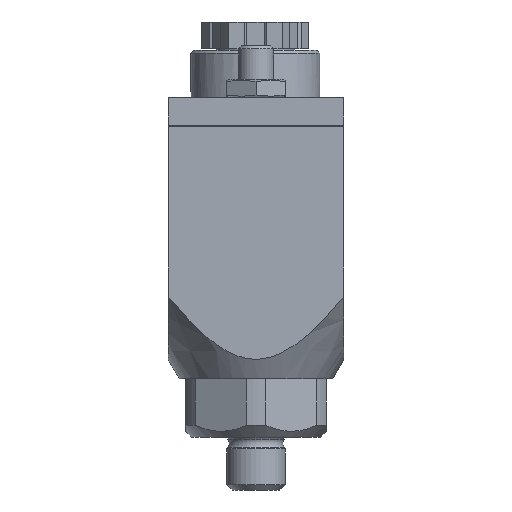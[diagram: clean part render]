
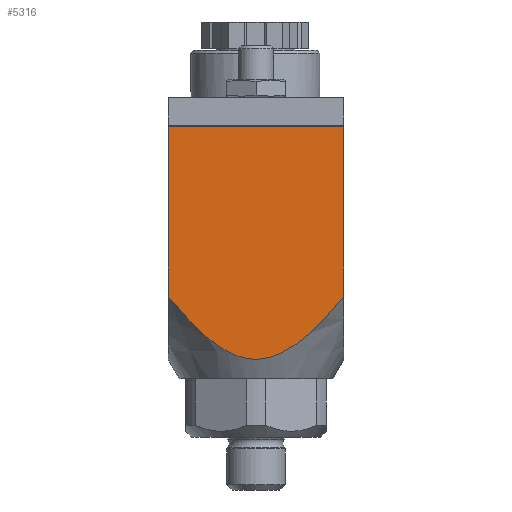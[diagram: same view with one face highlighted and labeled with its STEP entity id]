
A CAD part, left-side view. The second image highlights one B-rep face of the part: STEP entity #5316.
In plain terms, the highlighted planar face has unit normal (-1, 0, 0).
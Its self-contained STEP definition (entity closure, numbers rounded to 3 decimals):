
#471=LINE('',#8689,#957);
#474=LINE('',#8698,#960);
#475=LINE('',#8753,#961);
#957=VECTOR('',#7088,28.947);
#960=VECTOR('',#7093,28.948);
#961=VECTOR('',#7104,30.);
#1176=(
BOUNDED_CURVE()
B_SPLINE_CURVE(2,(#8747,#8748,#8749),.UNSPECIFIED.,.F.,.F.)
B_SPLINE_CURVE_WITH_KNOTS((3,3),(-8.773,-2.025),
 .UNSPECIFIED.)
CURVE()
GEOMETRIC_REPRESENTATION_ITEM()
RATIONAL_B_SPLINE_CURVE((1.477,2.089,1.477))
REPRESENTATION_ITEM('')
);
#1532=FACE_OUTER_BOUND('',#1922,.T.);
#1922=EDGE_LOOP('',(#4543,#4544,#4545,#4546));
#2589=VERTEX_POINT('',#8684);
#2590=VERTEX_POINT('',#8688);
#2591=VERTEX_POINT('',#8692);
#2592=VERTEX_POINT('',#8696);
#3251=EDGE_CURVE('',#2590,#2589,#471,.T.);
#3255=EDGE_CURVE('',#2592,#2591,#474,.T.);
#3258=EDGE_CURVE('',#2591,#2589,#1176,.T.);
#3260=EDGE_CURVE('',#2590,#2592,#475,.T.);
#4543=ORIENTED_EDGE('',*,*,#3258,.F.);
#4544=ORIENTED_EDGE('',*,*,#3255,.F.);
#4545=ORIENTED_EDGE('',*,*,#3260,.F.);
#4546=ORIENTED_EDGE('',*,*,#3251,.T.);
#5017=PLANE('',#5811);
#5316=ADVANCED_FACE('',(#1532),#5017,.T.);
#5811=AXIS2_PLACEMENT_3D('',#8754,#7105,#7106);
#7088=DIRECTION('',(0.,0.,-1.));
#7093=DIRECTION('',(0.,0.,-1.));
#7104=DIRECTION('',(0.,-1.,0.));
#7105=DIRECTION('center_axis',(-1.,0.,0.));
#7106=DIRECTION('ref_axis',(0.,0.,-1.));
#8684=CARTESIAN_POINT('',(-15.,15.,33.053));
#8688=CARTESIAN_POINT('',(-15.,15.,62.));
#8689=CARTESIAN_POINT('',(-15.,15.,33.053));
#8692=CARTESIAN_POINT('',(-15.,-15.,33.052));
#8696=CARTESIAN_POINT('',(-15.,-15.,62.));
#8698=CARTESIAN_POINT('',(-15.,-15.,33.052));
#8747=CARTESIAN_POINT('Ctrl Pts',(-15.,-15.,33.052));
#8748=CARTESIAN_POINT('Ctrl Pts',(-15.,0.,14.681));
#8749=CARTESIAN_POINT('Ctrl Pts',(-15.,15.,33.053));
#8753=CARTESIAN_POINT('',(-15.,-15.,62.));
#8754=CARTESIAN_POINT('Origin',(-15.,15.,62.));
